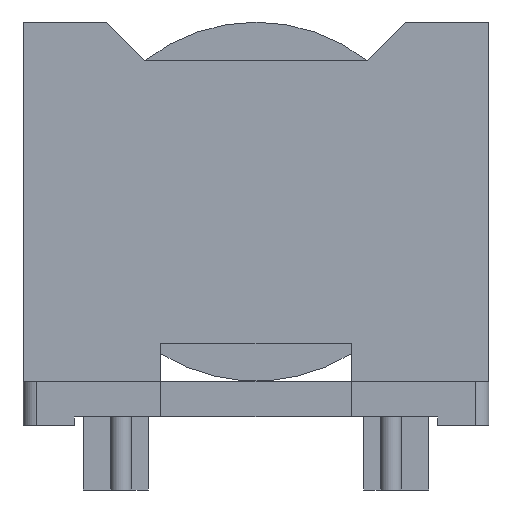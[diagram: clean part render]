
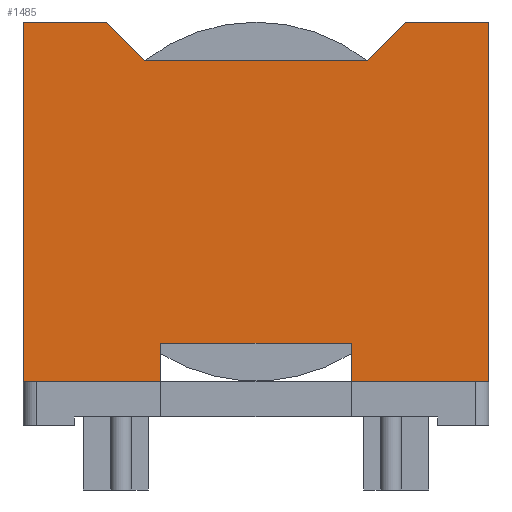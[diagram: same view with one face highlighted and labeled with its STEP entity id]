
A CAD part, front view. The second image highlights one B-rep face of the part: STEP entity #1485.
In plain terms, the highlighted planar face has unit normal (0, -1, 0).
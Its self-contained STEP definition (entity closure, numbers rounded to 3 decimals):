
#85=FACE_OUTER_BOUND('',#177,.T.);
#177=EDGE_LOOP('',(#1027,#1028,#1029,#1030,#1031,#1032,#1033,#1034,#1035,
#1036,#1037,#1038));
#263=LINE('',#2109,#449);
#266=LINE('',#2115,#452);
#269=LINE('',#2121,#455);
#272=LINE('',#2127,#458);
#275=LINE('',#2133,#461);
#278=LINE('',#2139,#464);
#281=LINE('',#2145,#467);
#284=LINE('',#2151,#470);
#287=LINE('',#2157,#473);
#290=LINE('',#2163,#476);
#293=LINE('',#2169,#479);
#296=LINE('',#2173,#482);
#449=VECTOR('',#1695,21.15);
#452=VECTOR('',#1700,8.115);
#455=VECTOR('',#1705,2.25);
#458=VECTOR('',#1710,11.2);
#461=VECTOR('',#1715,2.25);
#464=VECTOR('',#1720,8.115);
#467=VECTOR('',#1725,21.15);
#470=VECTOR('',#1730,4.9);
#473=VECTOR('',#1735,3.182);
#476=VECTOR('',#1740,13.13);
#479=VECTOR('',#1745,3.182);
#482=VECTOR('',#1750,4.9);
#635=VERTEX_POINT('',#2106);
#636=VERTEX_POINT('',#2108);
#638=VERTEX_POINT('',#2114);
#640=VERTEX_POINT('',#2120);
#642=VERTEX_POINT('',#2126);
#644=VERTEX_POINT('',#2132);
#646=VERTEX_POINT('',#2138);
#648=VERTEX_POINT('',#2144);
#650=VERTEX_POINT('',#2150);
#652=VERTEX_POINT('',#2156);
#654=VERTEX_POINT('',#2162);
#656=VERTEX_POINT('',#2168);
#775=EDGE_CURVE('',#636,#635,#263,.T.);
#778=EDGE_CURVE('',#638,#636,#266,.T.);
#781=EDGE_CURVE('',#640,#638,#269,.T.);
#784=EDGE_CURVE('',#642,#640,#272,.T.);
#787=EDGE_CURVE('',#644,#642,#275,.T.);
#790=EDGE_CURVE('',#646,#644,#278,.T.);
#793=EDGE_CURVE('',#648,#646,#281,.T.);
#796=EDGE_CURVE('',#650,#648,#284,.T.);
#799=EDGE_CURVE('',#652,#650,#287,.T.);
#802=EDGE_CURVE('',#654,#652,#290,.T.);
#805=EDGE_CURVE('',#656,#654,#293,.T.);
#808=EDGE_CURVE('',#635,#656,#296,.T.);
#1027=ORIENTED_EDGE('',*,*,#808,.T.);
#1028=ORIENTED_EDGE('',*,*,#805,.T.);
#1029=ORIENTED_EDGE('',*,*,#802,.T.);
#1030=ORIENTED_EDGE('',*,*,#799,.T.);
#1031=ORIENTED_EDGE('',*,*,#796,.T.);
#1032=ORIENTED_EDGE('',*,*,#793,.T.);
#1033=ORIENTED_EDGE('',*,*,#790,.T.);
#1034=ORIENTED_EDGE('',*,*,#787,.T.);
#1035=ORIENTED_EDGE('',*,*,#784,.T.);
#1036=ORIENTED_EDGE('',*,*,#781,.T.);
#1037=ORIENTED_EDGE('',*,*,#778,.T.);
#1038=ORIENTED_EDGE('',*,*,#775,.T.);
#1403=PLANE('',#1589);
#1485=ADVANCED_FACE('',(#85),#1403,.T.);
#1589=AXIS2_PLACEMENT_3D('',#2174,#1751,#1752);
#1695=DIRECTION('',(0.,0.,1.));
#1700=DIRECTION('',(1.,0.,0.));
#1705=DIRECTION('',(0.,0.,-1.));
#1710=DIRECTION('',(1.,0.,0.));
#1715=DIRECTION('',(0.,0.,1.));
#1720=DIRECTION('',(1.,0.,0.));
#1725=DIRECTION('',(0.,0.,-1.));
#1730=DIRECTION('',(-1.,0.,0.));
#1735=DIRECTION('',(-0.707,0.,0.707));
#1740=DIRECTION('',(-1.,0.,0.));
#1745=DIRECTION('',(-0.707,0.,-0.707));
#1750=DIRECTION('',(-1.,0.,0.));
#1751=DIRECTION('center_axis',(0.,-1.,0.));
#1752=DIRECTION('ref_axis',(1.,0.,0.));
#2106=CARTESIAN_POINT('',(13.715,-8.485,23.75));
#2108=CARTESIAN_POINT('',(13.715,-8.485,2.6));
#2109=CARTESIAN_POINT('',(13.715,-8.485,2.6));
#2114=CARTESIAN_POINT('',(5.6,-8.485,2.6));
#2115=CARTESIAN_POINT('',(5.6,-8.485,2.6));
#2120=CARTESIAN_POINT('',(5.6,-8.485,4.85));
#2121=CARTESIAN_POINT('',(5.6,-8.485,4.85));
#2126=CARTESIAN_POINT('',(-5.6,-8.485,4.85));
#2127=CARTESIAN_POINT('',(-5.6,-8.485,4.85));
#2132=CARTESIAN_POINT('',(-5.6,-8.485,2.6));
#2133=CARTESIAN_POINT('',(-5.6,-8.485,2.6));
#2138=CARTESIAN_POINT('',(-13.715,-8.485,2.6));
#2139=CARTESIAN_POINT('',(-13.715,-8.485,2.6));
#2144=CARTESIAN_POINT('',(-13.715,-8.485,23.75));
#2145=CARTESIAN_POINT('',(-13.715,-8.485,23.75));
#2150=CARTESIAN_POINT('',(-8.815,-8.485,23.75));
#2151=CARTESIAN_POINT('',(-8.815,-8.485,23.75));
#2156=CARTESIAN_POINT('',(-6.565,-8.485,21.5));
#2157=CARTESIAN_POINT('',(-6.565,-8.485,21.5));
#2162=CARTESIAN_POINT('',(6.565,-8.485,21.5));
#2163=CARTESIAN_POINT('',(6.565,-8.485,21.5));
#2168=CARTESIAN_POINT('',(8.815,-8.485,23.75));
#2169=CARTESIAN_POINT('',(8.815,-8.485,23.75));
#2173=CARTESIAN_POINT('',(13.715,-8.485,23.75));
#2174=CARTESIAN_POINT('Origin',(0.,-8.485,12.844));
